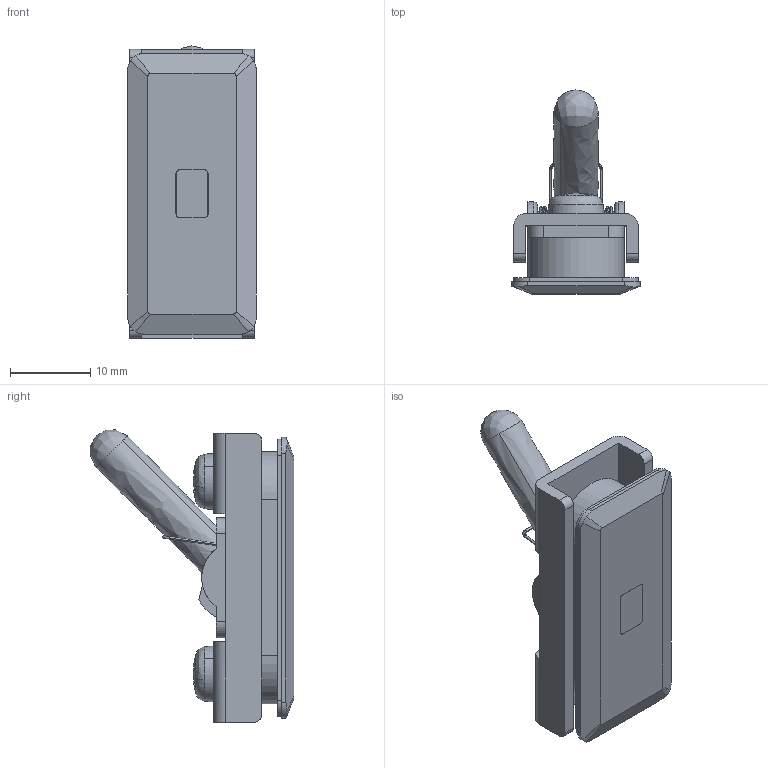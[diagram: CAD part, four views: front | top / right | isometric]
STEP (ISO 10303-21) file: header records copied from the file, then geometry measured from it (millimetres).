
FILE_DESCRIPTION((''),'2;1');
FILE_NAME('','2013-08-09T14:37:21',(''),(''),'','CADfix','');
FILE_SCHEMA(('AUTOMOTIVE_DESIGN { 1 0 10303 214 1 1 1 1 }'));
Length unit declared in the file: millimetre
Bounding box: 16 x 25.44 x 36.44 mm (x, y, z)
Volume: 4314.1 mm3; surface area: 5201.8 mm2
Topology: 5 solids, 5 shells, 220 faces, 629 edges, 429 vertices
Faces by surface type: bspline 220
Entity records: 9723 total; most frequent: CARTESIAN_POINT 6115, ORIENTED_EDGE 1258, EDGE_CURVE 629, VERTEX_POINT 429, QUASI_UNIFORM_CURVE 295, EDGE_LOOP 238, FACE_OUTER_BOUND 220, ADVANCED_FACE 220
